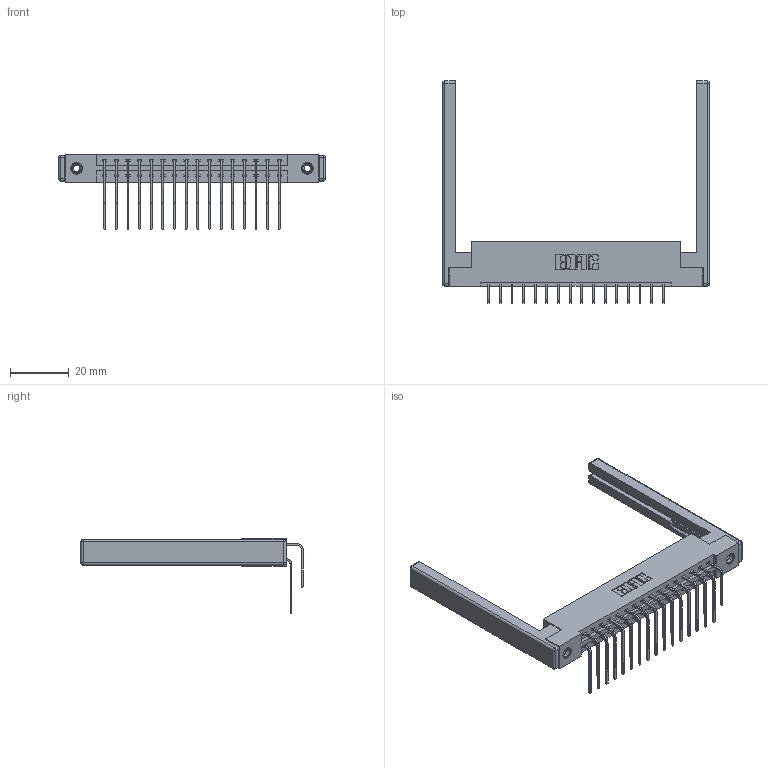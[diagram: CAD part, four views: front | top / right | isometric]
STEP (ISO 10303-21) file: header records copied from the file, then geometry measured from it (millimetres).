
FILE_DESCRIPTION (( 'STEP AP203' ), '1' );
FILE_NAME ('337-032-559-268.STEP', '2019-10-08T19:44:11', ( '' ), ( '' ), 'SwSTEP 2.0', 'SolidWorks 2016', '' );
FILE_SCHEMA (( 'CONFIG_CONTROL_DESIGN' ));
Length unit declared in the file: inch
Products named in the file (6): 337-032-559-268; 345-292-001_558 559 Tail - 1; 307-220-068; 337 Part_Flush Mounting Lugs - 0.156 Dia-TI; 345-292-001_559 Tail - 2; 345-250-001_345-250-001-102
Assembly tree (37 placements, depth 2):
  337-032-559-268
    337 Part_Flush Mounting Lugs - 0.156 Dia-TI
    345-292-001_558 559 Tail - 1  x16
    345-292-001_559 Tail - 2  x16
    345-250-001_345-250-001-102  x2
    307-220-068  x2
Bounding box: 90.83 x 75.63 x 25.53 mm (x, y, z)
Volume: 13795.7 mm3; surface area: 15347.8 mm2
Topology: 37 solids, 37 shells, 2060 faces, 6045 edges, 3966 vertices
Faces by surface type: plane 1438, cylinder 598, cone 12, sphere 8, torus 4
Entity records: 20312 total; most frequent: CARTESIAN_POINT 3454, ORIENTED_EDGE 3328, DIRECTION 3038, EDGE_CURVE 1664, VECTOR 1446, LINE 1446, VERTEX_POINT 1098, AXIS2_PLACEMENT_3D 796
